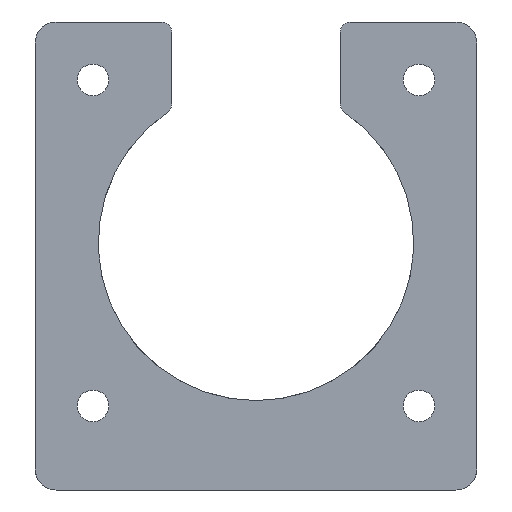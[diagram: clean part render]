
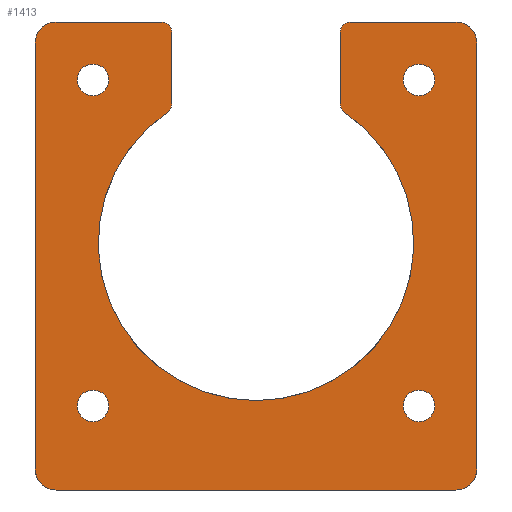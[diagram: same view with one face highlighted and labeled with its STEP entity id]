
A CAD part, front view. The second image highlights one B-rep face of the part: STEP entity #1413.
In plain terms, the highlighted planar face has unit normal (0, -1, 0).
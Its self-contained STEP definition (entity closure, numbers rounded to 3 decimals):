
#33=FACE_BOUND('',#422,.T.);
#34=FACE_BOUND('',#423,.T.);
#35=FACE_BOUND('',#424,.T.);
#36=FACE_BOUND('',#425,.T.);
#46=PLANE('',#1568);
#97=LINE('',#2889,#174);
#98=LINE('',#2894,#175);
#99=LINE('',#2898,#176);
#100=LINE('',#2902,#177);
#101=LINE('',#2906,#178);
#102=LINE('',#2910,#179);
#103=LINE('',#2914,#180);
#174=VECTOR('',#1870,1000.);
#175=VECTOR('',#1875,1000.);
#176=VECTOR('',#1878,1000.);
#177=VECTOR('',#1881,1000.);
#178=VECTOR('',#1884,1000.);
#179=VECTOR('',#1887,1000.);
#180=VECTOR('',#1890,1000.);
#321=FACE_OUTER_BOUND('',#421,.T.);
#421=EDGE_LOOP('',(#1078,#1079,#1080,#1081,#1082,#1083,#1084,#1085,#1086,
#1087,#1088,#1089,#1090,#1091,#1092,#1093));
#422=EDGE_LOOP('',(#1094));
#423=EDGE_LOOP('',(#1095));
#424=EDGE_LOOP('',(#1096));
#425=EDGE_LOOP('',(#1097));
#531=CIRCLE('',#1543,15.);
#534=CIRCLE('',#1547,1.5);
#536=CIRCLE('',#1550,1.5);
#538=CIRCLE('',#1553,1.5);
#540=CIRCLE('',#1556,1.5);
#547=CIRCLE('',#1569,1.);
#548=CIRCLE('',#1570,1.);
#549=CIRCLE('',#1571,1.);
#550=CIRCLE('',#1572,2.);
#551=CIRCLE('',#1573,2.);
#552=CIRCLE('',#1574,2.);
#553=CIRCLE('',#1575,2.);
#554=CIRCLE('',#1576,1.);
#647=VERTEX_POINT('',#2518);
#648=VERTEX_POINT('',#2520);
#652=VERTEX_POINT('',#2547);
#654=VERTEX_POINT('',#2553);
#656=VERTEX_POINT('',#2559);
#658=VERTEX_POINT('',#2565);
#695=VERTEX_POINT('',#2887);
#696=VERTEX_POINT('',#2888);
#697=VERTEX_POINT('',#2891);
#698=VERTEX_POINT('',#2893);
#699=VERTEX_POINT('',#2895);
#700=VERTEX_POINT('',#2897);
#701=VERTEX_POINT('',#2899);
#702=VERTEX_POINT('',#2901);
#703=VERTEX_POINT('',#2903);
#704=VERTEX_POINT('',#2905);
#705=VERTEX_POINT('',#2907);
#706=VERTEX_POINT('',#2909);
#707=VERTEX_POINT('',#2911);
#708=VERTEX_POINT('',#2913);
#780=EDGE_CURVE('',#648,#647,#531,.T.);
#786=EDGE_CURVE('',#652,#652,#534,.T.);
#789=EDGE_CURVE('',#654,#654,#536,.T.);
#792=EDGE_CURVE('',#656,#656,#538,.T.);
#795=EDGE_CURVE('',#658,#658,#540,.T.);
#837=EDGE_CURVE('',#695,#696,#97,.T.);
#838=EDGE_CURVE('',#696,#648,#547,.T.);
#839=EDGE_CURVE('',#647,#697,#548,.T.);
#840=EDGE_CURVE('',#697,#698,#98,.T.);
#841=EDGE_CURVE('',#698,#699,#549,.T.);
#842=EDGE_CURVE('',#700,#699,#99,.T.);
#843=EDGE_CURVE('',#701,#700,#550,.T.);
#844=EDGE_CURVE('',#702,#701,#100,.T.);
#845=EDGE_CURVE('',#703,#702,#551,.T.);
#846=EDGE_CURVE('',#704,#703,#101,.T.);
#847=EDGE_CURVE('',#705,#704,#552,.T.);
#848=EDGE_CURVE('',#706,#705,#102,.T.);
#849=EDGE_CURVE('',#707,#706,#553,.T.);
#850=EDGE_CURVE('',#708,#707,#103,.T.);
#851=EDGE_CURVE('',#708,#695,#554,.T.);
#1078=ORIENTED_EDGE('',*,*,#837,.T.);
#1079=ORIENTED_EDGE('',*,*,#838,.T.);
#1080=ORIENTED_EDGE('',*,*,#780,.T.);
#1081=ORIENTED_EDGE('',*,*,#839,.T.);
#1082=ORIENTED_EDGE('',*,*,#840,.T.);
#1083=ORIENTED_EDGE('',*,*,#841,.T.);
#1084=ORIENTED_EDGE('',*,*,#842,.F.);
#1085=ORIENTED_EDGE('',*,*,#843,.F.);
#1086=ORIENTED_EDGE('',*,*,#844,.F.);
#1087=ORIENTED_EDGE('',*,*,#845,.F.);
#1088=ORIENTED_EDGE('',*,*,#846,.F.);
#1089=ORIENTED_EDGE('',*,*,#847,.F.);
#1090=ORIENTED_EDGE('',*,*,#848,.F.);
#1091=ORIENTED_EDGE('',*,*,#849,.F.);
#1092=ORIENTED_EDGE('',*,*,#850,.F.);
#1093=ORIENTED_EDGE('',*,*,#851,.T.);
#1094=ORIENTED_EDGE('',*,*,#795,.T.);
#1095=ORIENTED_EDGE('',*,*,#786,.T.);
#1096=ORIENTED_EDGE('',*,*,#789,.T.);
#1097=ORIENTED_EDGE('',*,*,#792,.T.);
#1413=ADVANCED_FACE('',(#321,#33,#34,#35,#36),#46,.T.);
#1543=AXIS2_PLACEMENT_3D('',#2521,#1786,#1787);
#1547=AXIS2_PLACEMENT_3D('',#2549,#1796,#1797);
#1550=AXIS2_PLACEMENT_3D('',#2555,#1803,#1804);
#1553=AXIS2_PLACEMENT_3D('',#2561,#1810,#1811);
#1556=AXIS2_PLACEMENT_3D('',#2567,#1817,#1818);
#1568=AXIS2_PLACEMENT_3D('',#2886,#1868,#1869);
#1569=AXIS2_PLACEMENT_3D('',#2890,#1871,#1872);
#1570=AXIS2_PLACEMENT_3D('',#2892,#1873,#1874);
#1571=AXIS2_PLACEMENT_3D('',#2896,#1876,#1877);
#1572=AXIS2_PLACEMENT_3D('',#2900,#1879,#1880);
#1573=AXIS2_PLACEMENT_3D('',#2904,#1882,#1883);
#1574=AXIS2_PLACEMENT_3D('',#2908,#1885,#1886);
#1575=AXIS2_PLACEMENT_3D('',#2912,#1888,#1889);
#1576=AXIS2_PLACEMENT_3D('',#2915,#1891,#1892);
#1786=DIRECTION('center_axis',(0.,1.,0.));
#1787=DIRECTION('ref_axis',(0.,0.,-1.));
#1796=DIRECTION('center_axis',(0.,1.,0.));
#1797=DIRECTION('ref_axis',(0.,0.,1.));
#1803=DIRECTION('center_axis',(0.,1.,0.));
#1804=DIRECTION('ref_axis',(0.,0.,1.));
#1810=DIRECTION('center_axis',(0.,1.,0.));
#1811=DIRECTION('ref_axis',(0.,0.,1.));
#1817=DIRECTION('center_axis',(0.,1.,0.));
#1818=DIRECTION('ref_axis',(0.,0.,1.));
#1868=DIRECTION('center_axis',(0.,-1.,0.));
#1869=DIRECTION('ref_axis',(0.,0.,-1.));
#1870=DIRECTION('',(0.,0.,-1.));
#1871=DIRECTION('center_axis',(0.,-1.,0.));
#1872=DIRECTION('ref_axis',(0.,0.,-1.));
#1873=DIRECTION('center_axis',(0.,-1.,0.));
#1874=DIRECTION('ref_axis',(0.,0.,-1.));
#1875=DIRECTION('',(0.,0.,1.));
#1876=DIRECTION('center_axis',(0.,-1.,0.));
#1877=DIRECTION('ref_axis',(0.,0.,-1.));
#1878=DIRECTION('',(1.,0.,0.));
#1879=DIRECTION('center_axis',(0.,1.,0.));
#1880=DIRECTION('ref_axis',(0.,0.,1.));
#1881=DIRECTION('',(0.,0.,1.));
#1882=DIRECTION('center_axis',(0.,1.,0.));
#1883=DIRECTION('ref_axis',(0.,0.,1.));
#1884=DIRECTION('',(-1.,0.,0.));
#1885=DIRECTION('center_axis',(0.,1.,0.));
#1886=DIRECTION('ref_axis',(0.,0.,-1.));
#1887=DIRECTION('',(0.,0.,-1.));
#1888=DIRECTION('center_axis',(0.,1.,0.));
#1889=DIRECTION('ref_axis',(0.,0.,1.));
#1890=DIRECTION('',(1.,0.,0.));
#1891=DIRECTION('center_axis',(0.,-1.,0.));
#1892=DIRECTION('ref_axis',(0.,0.,-1.));
#2518=CARTESIAN_POINT('',(-8.438,0.,11.902));
#2520=CARTESIAN_POINT('',(8.438,0.,11.902));
#2521=CARTESIAN_POINT('Origin',(0.,0.,-0.5));
#2547=CARTESIAN_POINT('',(-15.5,0.,-14.5));
#2549=CARTESIAN_POINT('Origin',(-15.5,0.,-16.));
#2553=CARTESIAN_POINT('',(15.5,0.,-14.5));
#2555=CARTESIAN_POINT('Origin',(15.5,0.,-16.));
#2559=CARTESIAN_POINT('',(15.5,0.,16.5));
#2561=CARTESIAN_POINT('Origin',(15.5,0.,15.));
#2565=CARTESIAN_POINT('',(-15.5,0.,16.5));
#2567=CARTESIAN_POINT('Origin',(-15.5,0.,15.));
#2886=CARTESIAN_POINT('Origin',(19.,0.,-22.));
#2887=CARTESIAN_POINT('',(8.,0.,19.5));
#2888=CARTESIAN_POINT('',(8.,0.,12.729));
#2889=CARTESIAN_POINT('',(8.,0.,-22.));
#2890=CARTESIAN_POINT('Origin',(9.,0.,12.729));
#2891=CARTESIAN_POINT('',(-8.,0.,12.729));
#2892=CARTESIAN_POINT('Origin',(-9.,0.,12.729));
#2893=CARTESIAN_POINT('',(-8.,0.,19.5));
#2894=CARTESIAN_POINT('',(-8.,0.,-22.));
#2895=CARTESIAN_POINT('',(-9.,0.,20.5));
#2896=CARTESIAN_POINT('Origin',(-9.,0.,19.5));
#2897=CARTESIAN_POINT('',(-19.,0.,20.5));
#2898=CARTESIAN_POINT('',(-19.,0.,20.5));
#2899=CARTESIAN_POINT('',(-21.,0.,18.5));
#2900=CARTESIAN_POINT('Origin',(-19.,0.,18.5));
#2901=CARTESIAN_POINT('',(-21.,0.,-22.));
#2902=CARTESIAN_POINT('',(-21.,0.,-22.));
#2903=CARTESIAN_POINT('',(-19.,0.,-24.));
#2904=CARTESIAN_POINT('Origin',(-19.,0.,-22.));
#2905=CARTESIAN_POINT('',(19.,0.,-24.));
#2906=CARTESIAN_POINT('',(-19.,0.,-24.));
#2907=CARTESIAN_POINT('',(21.,0.,-22.));
#2908=CARTESIAN_POINT('Origin',(19.,0.,-22.));
#2909=CARTESIAN_POINT('',(21.,0.,18.5));
#2910=CARTESIAN_POINT('',(21.,0.,18.5));
#2911=CARTESIAN_POINT('',(19.,0.,20.5));
#2912=CARTESIAN_POINT('Origin',(19.,0.,18.5));
#2913=CARTESIAN_POINT('',(9.,0.,20.5));
#2914=CARTESIAN_POINT('',(-19.,0.,20.5));
#2915=CARTESIAN_POINT('Origin',(9.,0.,19.5));
